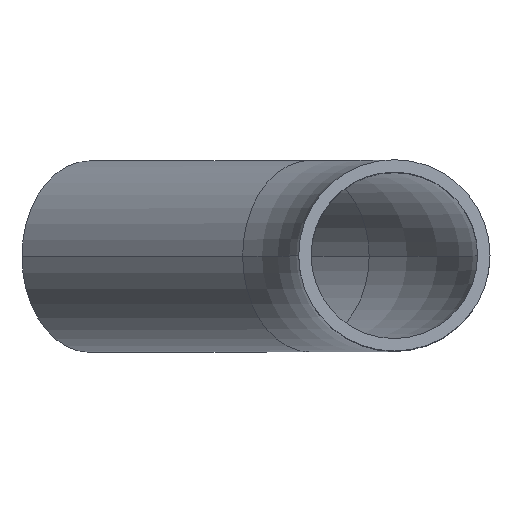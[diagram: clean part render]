
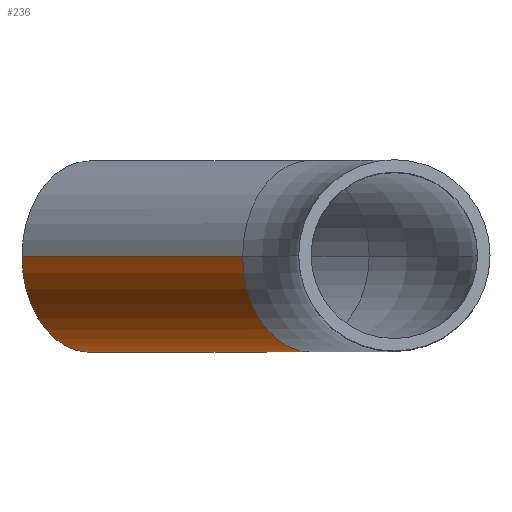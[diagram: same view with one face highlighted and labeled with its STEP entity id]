
A CAD part, top view. The second image highlights one B-rep face of the part: STEP entity #236.
In plain terms, the highlighted cylindrical face has radius 12.7 mm (diameter 25.4 mm), a partial arc.
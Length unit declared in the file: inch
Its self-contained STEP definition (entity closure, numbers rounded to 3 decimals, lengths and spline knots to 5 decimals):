
#1 = CARTESIAN_POINT ( 'NONE',  ( -0.44598, 0., -1.86019 ) ) ;
#29 = ORIENTED_EDGE ( 'NONE', *, *, #161, .F. ) ;
#43 = CARTESIAN_POINT ( 'NONE',  ( -0.44598, 0., -1.86019 ) ) ;
#46 = LINE ( 'NONE', #306, #288 ) ;
#58 = AXIS2_PLACEMENT_3D ( 'NONE', #396, #237, #343 ) ;
#59 = CARTESIAN_POINT ( 'NONE',  ( -0.09242, 0., -2.21375 ) ) ;
#64 = ORIENTED_EDGE ( 'NONE', *, *, #252, .T. ) ;
#79 = CARTESIAN_POINT ( 'NONE',  ( 0.70711, 0., -0.70711 ) ) ;
#81 = CIRCLE ( 'NONE', #180, 0.5 ) ;
#84 = AXIS2_PLACEMENT_3D ( 'NONE', #424, #232, #363 ) ;
#104 = VERTEX_POINT ( 'NONE', #79 ) ;
#107 = CIRCLE ( 'NONE', #84, 0.5 ) ;
#145 = VECTOR ( 'NONE', #273, 39.37008 ) ;
#161 = EDGE_CURVE ( 'NONE', #388, #425, #81, .T. ) ;
#180 = AXIS2_PLACEMENT_3D ( 'NONE', #59, #381, #189 ) ;
#189 = DIRECTION ( 'NONE',  ( -0.707, 0., 0.707 ) ) ;
#204 = CARTESIAN_POINT ( 'NONE',  ( 1.41421, 0., -1.41421 ) ) ;
#217 = EDGE_CURVE ( 'NONE', #228, #104, #107, .T. ) ;
#218 = EDGE_LOOP ( 'NONE', ( #338, #29, #64, #296 ) ) ;
#219 = CYLINDRICAL_SURFACE ( 'NONE', #58, 0.5 ) ;
#228 = VERTEX_POINT ( 'NONE', #204 ) ;
#232 = DIRECTION ( 'NONE',  ( -0.707, 0., -0.707 ) ) ;
#236 = ADVANCED_FACE ( 'NONE', ( #415 ), #219, .T. ) ;
#237 = DIRECTION ( 'NONE',  ( 0.707, 0., 0.707 ) ) ;
#250 = EDGE_CURVE ( 'NONE', #425, #104, #401, .T. ) ;
#252 = EDGE_CURVE ( 'NONE', #388, #228, #46, .T. ) ;
#273 = DIRECTION ( 'NONE',  ( 0.707, 0., 0.707 ) ) ;
#288 = VECTOR ( 'NONE', #383, 39.37008 ) ;
#296 = ORIENTED_EDGE ( 'NONE', *, *, #217, .T. ) ;
#297 = CARTESIAN_POINT ( 'NONE',  ( 0.26113, 0., -2.5673 ) ) ;
#306 = CARTESIAN_POINT ( 'NONE',  ( 0.26113, 0., -2.5673 ) ) ;
#338 = ORIENTED_EDGE ( 'NONE', *, *, #250, .F. ) ;
#343 = DIRECTION ( 'NONE',  ( 0.707, 0., -0.707 ) ) ;
#363 = DIRECTION ( 'NONE',  ( -0.707, 0., 0.707 ) ) ;
#381 = DIRECTION ( 'NONE',  ( -0.707, 0., -0.707 ) ) ;
#383 = DIRECTION ( 'NONE',  ( 0.707, 0., 0.707 ) ) ;
#388 = VERTEX_POINT ( 'NONE', #297 ) ;
#396 = CARTESIAN_POINT ( 'NONE',  ( -0.09242, 0., -2.21375 ) ) ;
#401 = LINE ( 'NONE', #43, #145 ) ;
#415 = FACE_OUTER_BOUND ( 'NONE', #218, .T. ) ;
#424 = CARTESIAN_POINT ( 'NONE',  ( 1.06066, 0., -1.06066 ) ) ;
#425 = VERTEX_POINT ( 'NONE', #1 ) ;
